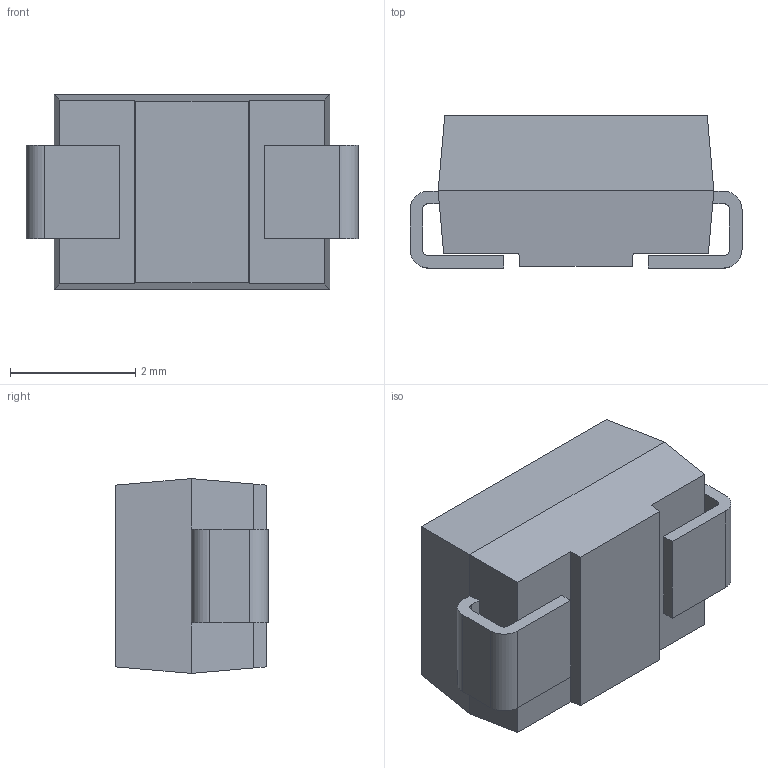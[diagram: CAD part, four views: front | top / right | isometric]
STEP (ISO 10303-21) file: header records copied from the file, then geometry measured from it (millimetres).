
FILE_DESCRIPTION (( 'STEP AP214' ), '1' );
FILE_NAME ('7D2821E0-B7EA-49E4-9B13-E317D2BF44D4.STEP', '2023-01-08T14:54:36', ( '' ), ( '' ), 'SwSTEP 2.0', 'SolidWorks 2022', '' );
FILE_SCHEMA (( 'AUTOMOTIVE_DESIGN' ));
Length unit declared in the file: millimetre
Products named in the file (1): 7D2821E0-B7EA-49E4-9B13-E317D2BF44D4
Bounding box: 5.3 x 2.43 x 3.11 mm (x, y, z)
Volume: 31.2 mm3; surface area: 76.4 mm2
Topology: 1 solids, 1 shells, 40 faces, 106 edges, 68 vertices
Faces by surface type: plane 32, cylinder 8
Entity records: 1410 total; most frequent: CARTESIAN_POINT 215, ORIENTED_EDGE 212, DIRECTION 204, EDGE_CURVE 106, VECTOR 90, LINE 90, VERTEX_POINT 68, AXIS2_PLACEMENT_3D 57
